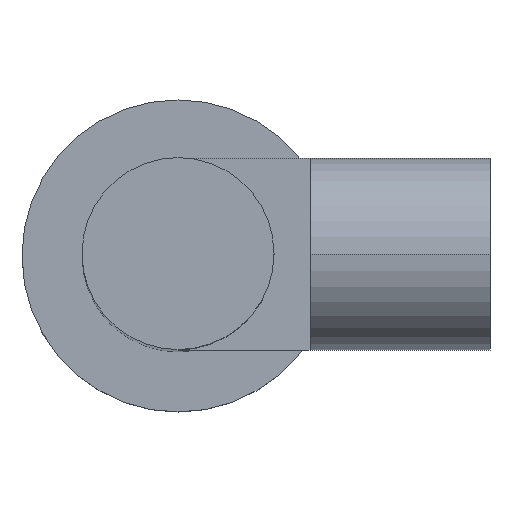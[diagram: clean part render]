
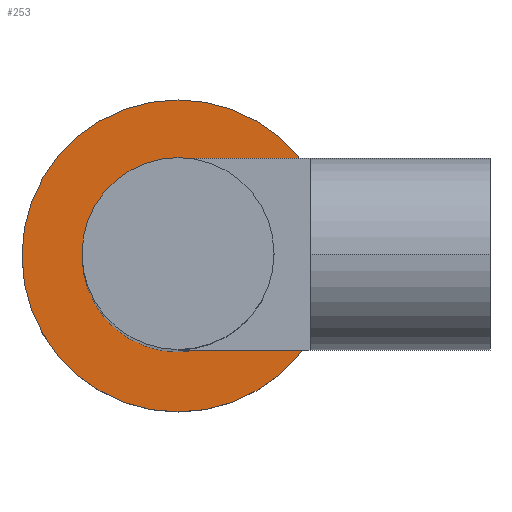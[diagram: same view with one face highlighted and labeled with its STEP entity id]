
A CAD part, top view. The second image highlights one B-rep face of the part: STEP entity #253.
In plain terms, the highlighted planar face has unit normal (0, 0, 1).
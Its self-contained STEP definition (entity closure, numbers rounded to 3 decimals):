
#3 = DIRECTION ( 'NONE',  ( -1., 0., 0. ) ) ;
#10 = AXIS2_PLACEMENT_3D ( 'NONE', #127, #408, #3 ) ;
#29 = DIRECTION ( 'NONE',  ( 0., -1., 0. ) ) ;
#54 = FACE_BOUND ( 'NONE', #621, .T. ) ;
#69 = CARTESIAN_POINT ( 'NONE',  ( 0., 0., -112.1 ) ) ;
#77 = DIRECTION ( 'NONE',  ( 0., 0., 1. ) ) ;
#105 = AXIS2_PLACEMENT_3D ( 'NONE', #444, #722, #861 ) ;
#127 = CARTESIAN_POINT ( 'NONE',  ( 0., 0., -112.1 ) ) ;
#179 = ORIENTED_EDGE ( 'NONE', *, *, #656, .F. ) ;
#185 = CARTESIAN_POINT ( 'NONE',  ( -13., 0., -112.1 ) ) ;
#253 = ADVANCED_FACE ( 'NONE', ( #54, #317 ), #647, .F. ) ;
#263 = CARTESIAN_POINT ( 'NONE',  ( 0., 0., -112.1 ) ) ;
#277 = DIRECTION ( 'NONE',  ( -1., 0., 0. ) ) ;
#291 = DIRECTION ( 'NONE',  ( 0., 0., -1. ) ) ;
#317 = FACE_OUTER_BOUND ( 'NONE', #438, .T. ) ;
#343 = AXIS2_PLACEMENT_3D ( 'NONE', #263, #734, #533 ) ;
#388 = AXIS2_PLACEMENT_3D ( 'NONE', #69, #77, #277 ) ;
#394 = ORIENTED_EDGE ( 'NONE', *, *, #470, .F. ) ;
#401 = CARTESIAN_POINT ( 'NONE',  ( 8., 0., -112.1 ) ) ;
#408 = DIRECTION ( 'NONE',  ( 0., 0., -1. ) ) ;
#418 = VERTEX_POINT ( 'NONE', #185 ) ;
#438 = EDGE_LOOP ( 'NONE', ( #833, #701 ) ) ;
#444 = CARTESIAN_POINT ( 'NONE',  ( 0., 0., -112.1 ) ) ;
#453 = VERTEX_POINT ( 'NONE', #599 ) ;
#470 = EDGE_CURVE ( 'NONE', #554, #695, #627, .T. ) ;
#506 = CARTESIAN_POINT ( 'NONE',  ( 13.52, 13.52, -112.1 ) ) ;
#533 = DIRECTION ( 'NONE',  ( -1., 0., 0. ) ) ;
#546 = EDGE_CURVE ( 'NONE', #418, #453, #552, .T. ) ;
#552 = CIRCLE ( 'NONE', #10, 13. ) ;
#554 = VERTEX_POINT ( 'NONE', #401 ) ;
#599 = CARTESIAN_POINT ( 'NONE',  ( 13., 0., -112.1 ) ) ;
#621 = EDGE_LOOP ( 'NONE', ( #179, #394 ) ) ;
#627 = CIRCLE ( 'NONE', #388, 8. ) ;
#633 = AXIS2_PLACEMENT_3D ( 'NONE', #506, #291, #29 ) ;
#647 = PLANE ( 'NONE',  #633 ) ;
#648 = CIRCLE ( 'NONE', #343, 13. ) ;
#656 = EDGE_CURVE ( 'NONE', #695, #554, #801, .T. ) ;
#667 = CARTESIAN_POINT ( 'NONE',  ( -8., 0., -112.1 ) ) ;
#695 = VERTEX_POINT ( 'NONE', #667 ) ;
#701 = ORIENTED_EDGE ( 'NONE', *, *, #858, .F. ) ;
#722 = DIRECTION ( 'NONE',  ( 0., 0., 1. ) ) ;
#734 = DIRECTION ( 'NONE',  ( 0., 0., -1. ) ) ;
#801 = CIRCLE ( 'NONE', #105, 8. ) ;
#833 = ORIENTED_EDGE ( 'NONE', *, *, #546, .F. ) ;
#858 = EDGE_CURVE ( 'NONE', #453, #418, #648, .T. ) ;
#861 = DIRECTION ( 'NONE',  ( -1., 0., 0. ) ) ;
